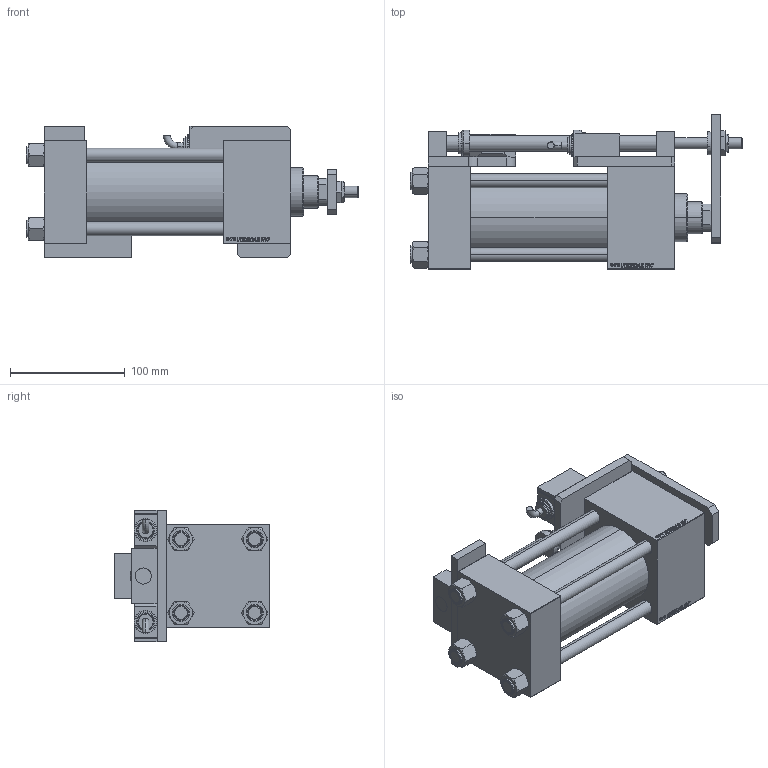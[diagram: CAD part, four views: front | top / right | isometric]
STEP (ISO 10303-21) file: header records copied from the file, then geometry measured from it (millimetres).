
FILE_DESCRIPTION (( 'STEP AP203' ), '1' );
FILE_NAME ('37b0.STEP', '2023-05-12T10:26:38', ( '' ), ( '' ), 'SwSTEP 2.0', 'SolidWorks 2019', '' );
FILE_SCHEMA (( 'CONFIG_CONTROL_DESIGN' ));
Length unit declared in the file: millimetre
Products named in the file (16): V215CD_SWITCH_Q_NUT10 29d2c572accfa6e6c241f1e33ba165d3; V215CD_SWITCH_Q_SWITCH 29d2c572accfa6e6c241f1e33ba165d3; V215CD_SWITCH_Q_NUT 29d2c572accfa6e6c241f1e33ba165d3; V215CD_SWITCH_Q_PODLOZKA_BACK 29d2c572accfa6e6c241f1e33ba165d3; V215CD_SWITCH_Q_ZARAZKA 29d2c572accfa6e6c241f1e33ba165d3; V215CD_SWITCH_Q_DIMA 29d2c572accfa6e6c241f1e33ba165d3; V215CD_SWITCH_Q_BLOK 29d2c572accfa6e6c241f1e33ba165d3; V215CD_Body_C 29d2c572accfa6e6c241f1e33ba165d3; V215CD_SWITCH_Q_PODLOZKA_FRONT 29d2c572accfa6e6c241f1e33ba165d3; V215CD_C_TYCINKA 29d2c572accfa6e6c241f1e33ba165d3; V215CD_SWITCH_Q_TYC 29d2c572accfa6e6c241f1e33ba165d3; V215CD_VCP_C 29d2c572accfa6e6c241f1e33ba165d3; V215CD_VC_C 29d2c572accfa6e6c241f1e33ba165d3; NUT_M5_V215CD_C 29d2c572accfa6e6c241f1e33ba165d3; 37b0; V215CD_SWITCH_Q_MAGNET 29d2c572accfa6e6c241f1e33ba165d3
Assembly tree (24 placements, depth 2):
  37b0
    V215CD_Body_C 29d2c572accfa6e6c241f1e33ba165d3
    V215CD_VC_C 29d2c572accfa6e6c241f1e33ba165d3
    V215CD_VCP_C 29d2c572accfa6e6c241f1e33ba165d3
    V215CD_C_TYCINKA 29d2c572accfa6e6c241f1e33ba165d3  x4
    NUT_M5_V215CD_C 29d2c572accfa6e6c241f1e33ba165d3  x4
    V215CD_SWITCH_Q_PODLOZKA_BACK 29d2c572accfa6e6c241f1e33ba165d3
    V215CD_SWITCH_Q_PODLOZKA_FRONT 29d2c572accfa6e6c241f1e33ba165d3
    V215CD_SWITCH_Q_DIMA 29d2c572accfa6e6c241f1e33ba165d3
    V215CD_SWITCH_Q_BLOK 29d2c572accfa6e6c241f1e33ba165d3  x2
    V215CD_SWITCH_Q_TYC 29d2c572accfa6e6c241f1e33ba165d3
    V215CD_SWITCH_Q_NUT 29d2c572accfa6e6c241f1e33ba165d3
    V215CD_SWITCH_Q_NUT10 29d2c572accfa6e6c241f1e33ba165d3
    V215CD_SWITCH_Q_ZARAZKA 29d2c572accfa6e6c241f1e33ba165d3
    V215CD_SWITCH_Q_SWITCH 29d2c572accfa6e6c241f1e33ba165d3  x2
    V215CD_SWITCH_Q_MAGNET 29d2c572accfa6e6c241f1e33ba165d3  x2
Bounding box: 289.5 x 135 x 115 mm (x, y, z)
Volume: 1322746.5 mm3; surface area: 306220.4 mm2
Topology: 24 solids, 24 shells, 1377 faces, 3394 edges, 2198 vertices
Faces by surface type: plane 647, bspline 392, cylinder 155, cone 147, torus 36
Entity records: 55920 total; most frequent: CARTESIAN_POINT 27966, ORIENTED_EDGE 5956, DIRECTION 4123, EDGE_CURVE 2978, VERTEX_POINT 1950, LINE 1799, VECTOR 1799, EDGE_LOOP 1340
